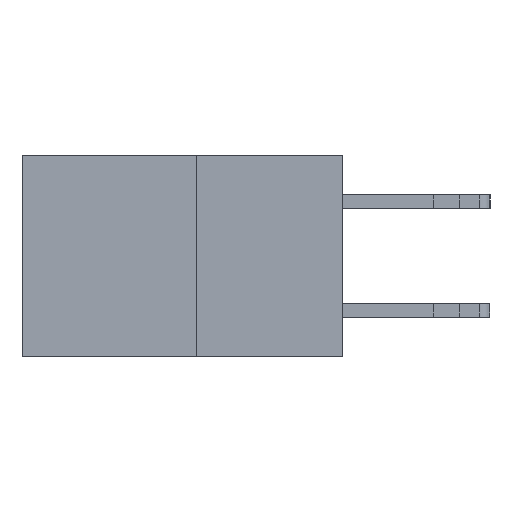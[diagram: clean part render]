
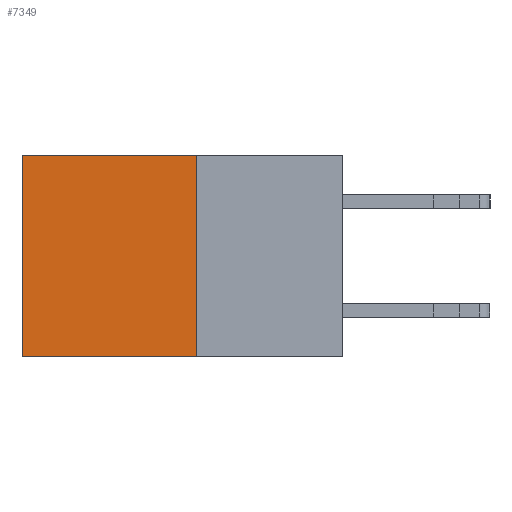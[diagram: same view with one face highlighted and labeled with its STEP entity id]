
A CAD part, left-side view. The second image highlights one B-rep face of the part: STEP entity #7349.
In plain terms, the highlighted planar face has unit normal (-1, 0, 0).
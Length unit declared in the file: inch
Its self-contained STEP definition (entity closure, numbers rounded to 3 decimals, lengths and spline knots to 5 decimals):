
#358 = VECTOR ( 'NONE', #17313, 39.37008 ) ;
#359 = CARTESIAN_POINT ( 'NONE',  ( 0.277, 0.27, -0.37 ) ) ;
#1311 = EDGE_CURVE ( 'NONE', #2380, #1886, #17791, .T. ) ;
#1875 = LINE ( 'NONE', #1905, #5774 ) ;
#1886 = VERTEX_POINT ( 'NONE', #5930 ) ;
#1905 = CARTESIAN_POINT ( 'NONE',  ( 0.277, 0.27, -0.37 ) ) ;
#1970 = DIRECTION ( 'NONE',  ( 0., 1., 0. ) ) ;
#1995 = EDGE_CURVE ( 'NONE', #2380, #14438, #4161, .T. ) ;
#2380 = VERTEX_POINT ( 'NONE', #14191 ) ;
#2426 = CARTESIAN_POINT ( 'NONE',  ( 0.277, 0.27, 0. ) ) ;
#3510 = DIRECTION ( 'NONE',  ( 0., 0., -1. ) ) ;
#3598 = DIRECTION ( 'NONE',  ( 1., 0., 0. ) ) ;
#3791 = CARTESIAN_POINT ( 'NONE',  ( 0.277, 0.27, -0.37 ) ) ;
#4161 = LINE ( 'NONE', #13696, #14465 ) ;
#4196 = PLANE ( 'NONE',  #10334 ) ;
#5008 = EDGE_CURVE ( 'NONE', #1886, #14327, #15469, .T. ) ;
#5774 = VECTOR ( 'NONE', #1970, 39.37008 ) ;
#5930 = CARTESIAN_POINT ( 'NONE',  ( 0.277, 0.59, 0. ) ) ;
#7349 = ADVANCED_FACE ( 'NONE', ( #8885 ), #4196, .F. ) ;
#7990 = EDGE_CURVE ( 'NONE', #14438, #14327, #1875, .T. ) ;
#8885 = FACE_OUTER_BOUND ( 'NONE', #13411, .T. ) ;
#10334 = AXIS2_PLACEMENT_3D ( 'NONE', #3791, #3598, #3510 ) ;
#10672 = VECTOR ( 'NONE', #17717, 39.37008 ) ;
#12141 = ORIENTED_EDGE ( 'NONE', *, *, #7990, .F. ) ;
#12496 = ORIENTED_EDGE ( 'NONE', *, *, #5008, .T. ) ;
#13411 = EDGE_LOOP ( 'NONE', ( #12496, #12141, #14686, #14859 ) ) ;
#13696 = CARTESIAN_POINT ( 'NONE',  ( 0.277, 0.27, -0.37 ) ) ;
#14191 = CARTESIAN_POINT ( 'NONE',  ( 0.277, 0.27, 0. ) ) ;
#14246 = DIRECTION ( 'NONE',  ( 0., 0., -1. ) ) ;
#14327 = VERTEX_POINT ( 'NONE', #15200 ) ;
#14438 = VERTEX_POINT ( 'NONE', #359 ) ;
#14465 = VECTOR ( 'NONE', #14246, 39.37008 ) ;
#14686 = ORIENTED_EDGE ( 'NONE', *, *, #1995, .F. ) ;
#14859 = ORIENTED_EDGE ( 'NONE', *, *, #1311, .T. ) ;
#15200 = CARTESIAN_POINT ( 'NONE',  ( 0.277, 0.59, -0.37 ) ) ;
#15469 = LINE ( 'NONE', #16744, #358 ) ;
#16744 = CARTESIAN_POINT ( 'NONE',  ( 0.277, 0.59, -0.37 ) ) ;
#17313 = DIRECTION ( 'NONE',  ( 0., 0., -1. ) ) ;
#17717 = DIRECTION ( 'NONE',  ( 0., 1., 0. ) ) ;
#17791 = LINE ( 'NONE', #2426, #10672 ) ;
